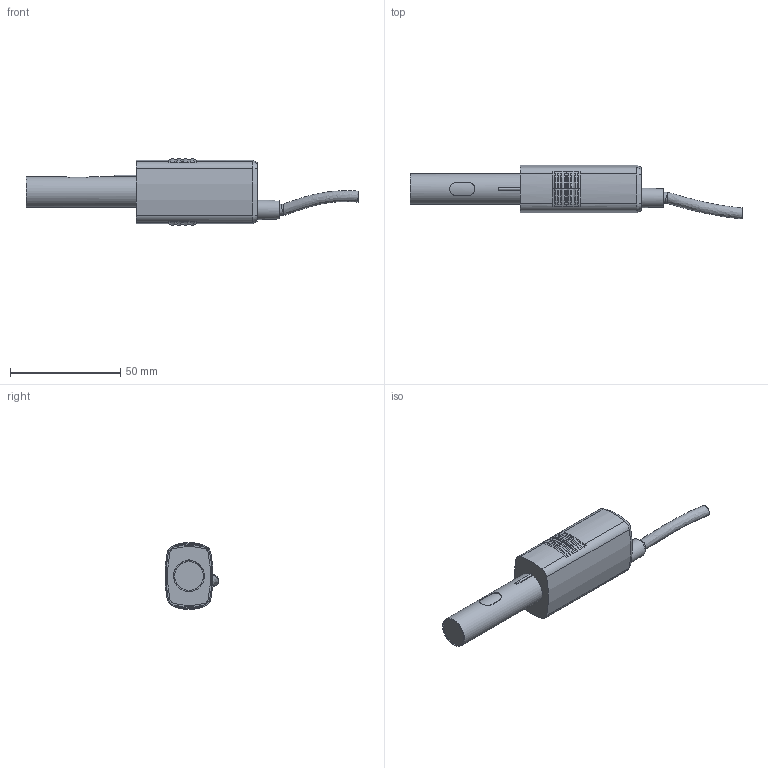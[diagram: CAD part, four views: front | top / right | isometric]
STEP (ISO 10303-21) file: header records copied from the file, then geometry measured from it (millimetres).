
FILE_DESCRIPTION(('STEP AP214'),'1');
FILE_NAME('KLC1... mit Kabeleingang.stp','2021-03-22T12:53:33',(' '),(' '),'Spatial InterOp 3D',' ',' ');
FILE_SCHEMA(('AUTOMOTIVE_DESIGN { 1 0 10303 214 1 1 1 1 }'));
Length unit declared in the file: millimetre
Products named in the file (1): 1615372071
Bounding box: 150.76 x 24.47 x 30.4 mm (x, y, z)
Volume: 9968.1 mm3; surface area: 16535.1 mm2
Topology: 1 solids, 2 shells, 169 faces, 412 edges, 251 vertices
Faces by surface type: bspline 119, cylinder 22, plane 18, cone 8, torus 2
Full cylindrical faces by diameter (mm): 3.5 x1, 5 x1, 5.5 x1, 13 x2, 14 x1
Entity records: 11487 total; most frequent: CARTESIAN_POINT 7036, ORIENTED_EDGE 780, EDGE_CURVE 390, DIRECTION 332, VERTEX_POINT 245, B_SPLINE_CURVE_WITH_KNOTS 212, EDGE_LOOP 189, FACE_OUTER_BOUND 177
